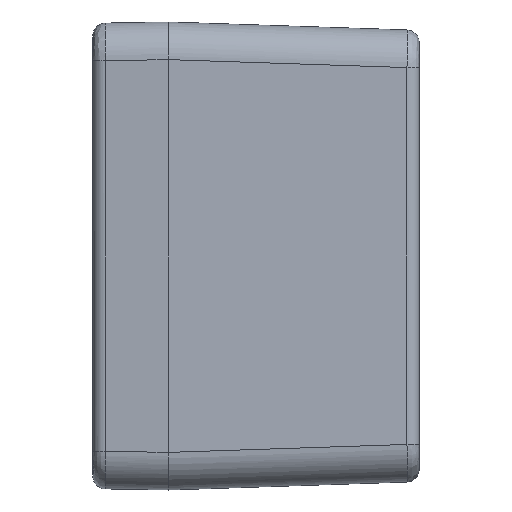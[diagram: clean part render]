
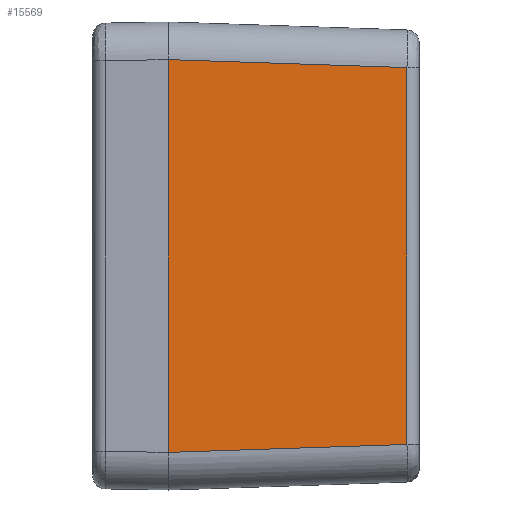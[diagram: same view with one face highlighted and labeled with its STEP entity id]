
A CAD part, left-side view. The second image highlights one B-rep face of the part: STEP entity #15569.
In plain terms, the highlighted planar face has unit normal (-1, -0.033, 0).
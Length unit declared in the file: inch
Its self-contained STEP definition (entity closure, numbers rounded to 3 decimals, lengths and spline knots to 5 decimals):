
#561 = EDGE_CURVE ( 'NONE', #10826, #5116, #3632, .T. ) ;
#932 = DIRECTION ( 'NONE',  ( 0., 0., -1. ) ) ;
#1421 = PLANE ( 'NONE',  #14230 ) ;
#1511 = FACE_OUTER_BOUND ( 'NONE', #5970, .T. ) ;
#1706 = CARTESIAN_POINT ( 'NONE',  ( -1.56552, -0.04242, 1.23101 ) ) ;
#3208 = EDGE_CURVE ( 'NONE', #13031, #17906, #11046, .T. ) ;
#3632 = LINE ( 'NONE', #4661, #9297 ) ;
#4209 = LINE ( 'NONE', #17970, #10364 ) ;
#4479 = DIRECTION ( 'NONE',  ( 0.033, -0.999, 0.033 ) ) ;
#4661 = CARTESIAN_POINT ( 'NONE',  ( -1.56693, 0., -1.23241 ) ) ;
#5116 = VERTEX_POINT ( 'NONE', #13056 ) ;
#5842 = CARTESIAN_POINT ( 'NONE',  ( -1.56693, 0., 0. ) ) ;
#5927 = DIRECTION ( 'NONE',  ( -0.033, 0.999, 0. ) ) ;
#5970 = EDGE_LOOP ( 'NONE', ( #9339, #10405, #13501, #14022 ) ) ;
#6121 = DIRECTION ( 'NONE',  ( 0.033, -0.999, -0.033 ) ) ;
#7071 = DIRECTION ( 'NONE',  ( 0., 0., -1. ) ) ;
#8699 = EDGE_CURVE ( 'NONE', #17906, #5116, #16254, .T. ) ;
#8989 = CARTESIAN_POINT ( 'NONE',  ( -1.56693, 0., -1.23241 ) ) ;
#9297 = VECTOR ( 'NONE', #4479, 39.37008 ) ;
#9339 = ORIENTED_EDGE ( 'NONE', *, *, #3208, .F. ) ;
#9921 = DIRECTION ( 'NONE',  ( -0.999, -0.033, 0. ) ) ;
#10263 = CARTESIAN_POINT ( 'NONE',  ( -1.56693, 0., 1.23241 ) ) ;
#10364 = VECTOR ( 'NONE', #7071, 39.37008 ) ;
#10405 = ORIENTED_EDGE ( 'NONE', *, *, #18174, .T. ) ;
#10826 = VERTEX_POINT ( 'NONE', #8989 ) ;
#11046 = LINE ( 'NONE', #1706, #12319 ) ;
#12319 = VECTOR ( 'NONE', #6121, 39.37008 ) ;
#13031 = VERTEX_POINT ( 'NONE', #10263 ) ;
#13056 = CARTESIAN_POINT ( 'NONE',  ( -1.51721, -1.49867, -1.1827 ) ) ;
#13501 = ORIENTED_EDGE ( 'NONE', *, *, #561, .T. ) ;
#14022 = ORIENTED_EDGE ( 'NONE', *, *, #8699, .F. ) ;
#14124 = VECTOR ( 'NONE', #932, 39.37008 ) ;
#14230 = AXIS2_PLACEMENT_3D ( 'NONE', #5842, #9921, #5927 ) ;
#14883 = CARTESIAN_POINT ( 'NONE',  ( -1.51721, -1.49867, 0. ) ) ;
#15382 = CARTESIAN_POINT ( 'NONE',  ( -1.51721, -1.49867, 1.1827 ) ) ;
#15569 = ADVANCED_FACE ( 'NONE', ( #1511 ), #1421, .T. ) ;
#16254 = LINE ( 'NONE', #14883, #14124 ) ;
#17906 = VERTEX_POINT ( 'NONE', #15382 ) ;
#17970 = CARTESIAN_POINT ( 'NONE',  ( -1.56693, 0., 0. ) ) ;
#18174 = EDGE_CURVE ( 'NONE', #13031, #10826, #4209, .T. ) ;
